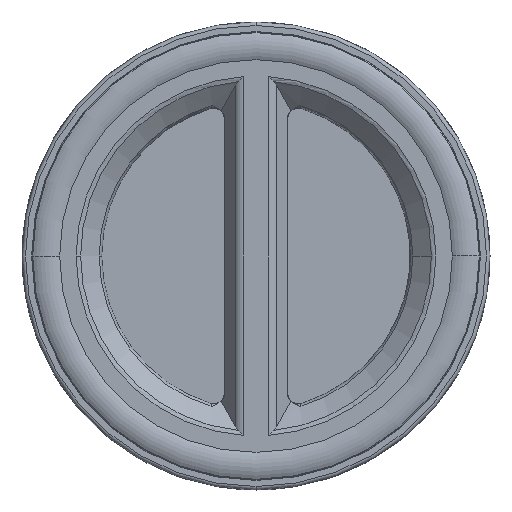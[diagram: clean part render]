
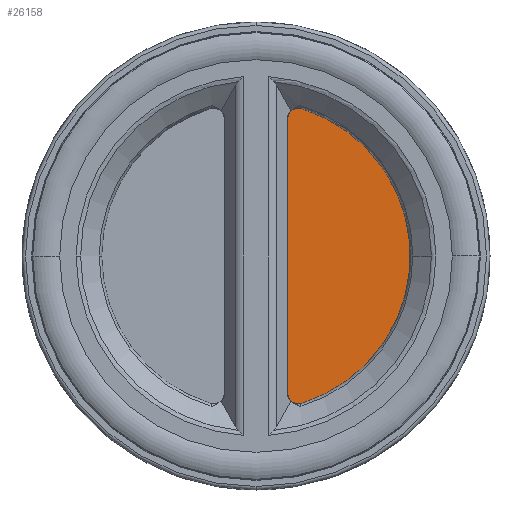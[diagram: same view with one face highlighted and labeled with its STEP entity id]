
A CAD part, front view. The second image highlights one B-rep face of the part: STEP entity #26158.
In plain terms, the highlighted planar face has unit normal (0, -1, 0).
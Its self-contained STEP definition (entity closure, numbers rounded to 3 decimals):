
#4845 = CARTESIAN_POINT ( 'NONE',  ( 15.5, 30., -89.67 ) ) ;
#4847 = CARTESIAN_POINT ( 'NONE',  ( 15.5, 30., 89.67 ) ) ;
#6936 = FACE_OUTER_BOUND ( 'NONE', #42879, .T. ) ;
#6951 = AXIS2_PLACEMENT_3D ( 'NONE', #29548, #29549, #29550 ) ;
#7083 = AXIS2_PLACEMENT_3D ( 'NONE', #34000, #34004, #34005 ) ;
#7185 = VECTOR ( 'NONE', #33983, 1000. ) ;
#25582 = VERTEX_POINT ( 'NONE', #4845 ) ;
#25583 = VERTEX_POINT ( 'NONE', #4847 ) ;
#26158 = ADVANCED_FACE ( 'NONE', ( #6936 ), #29547, .T. ) ;
#26348 = EDGE_CURVE ( 'NONE', #25583, #25582, #33981, .T. ) ;
#26353 = EDGE_CURVE ( 'NONE', #25582, #25583, #36758, .T. ) ;
#29547 = PLANE ( 'NONE',  #6951 ) ;
#29548 = CARTESIAN_POINT ( 'NONE',  ( 0., 30., 0. ) ) ;
#29549 = DIRECTION ( 'NONE',  ( 0., -1., 0. ) ) ;
#29550 = DIRECTION ( 'NONE',  ( 0., 0., -1. ) ) ;
#33048 = ORIENTED_EDGE ( 'NONE', *, *, #26348, .T. ) ;
#33981 = LINE ( 'NONE', #33982, #7185 ) ;
#33982 = CARTESIAN_POINT ( 'NONE',  ( 15.5, 30., 89.67 ) ) ;
#33983 = DIRECTION ( 'NONE',  ( 0., 0., -1. ) ) ;
#34000 = CARTESIAN_POINT ( 'NONE',  ( 0., 30., 0. ) ) ;
#34004 = DIRECTION ( 'NONE',  ( 0., -1., 0. ) ) ;
#34005 = DIRECTION ( 'NONE',  ( 0., 0., -1. ) ) ;
#36758 = CIRCLE ( 'NONE', #7083, 91. ) ;
#38978 = ORIENTED_EDGE ( 'NONE', *, *, #26353, .T. ) ;
#42879 = EDGE_LOOP ( 'NONE', ( #38978, #33048 ) ) ;
